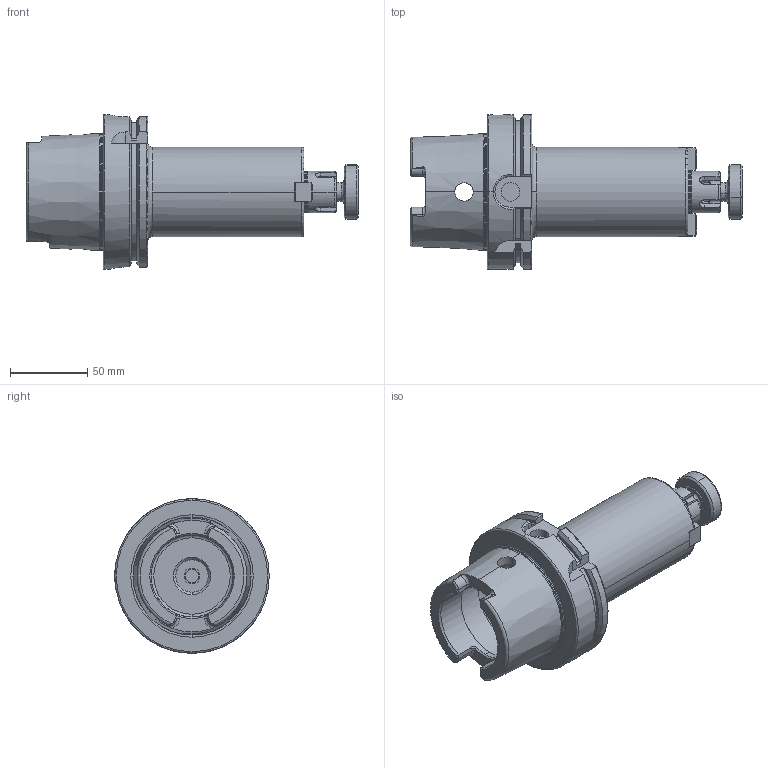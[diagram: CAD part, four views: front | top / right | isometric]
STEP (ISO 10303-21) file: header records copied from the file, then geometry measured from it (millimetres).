
FILE_DESCRIPTION (( 'STEP AP203' ), '1' );
FILE_NAME ('91100A-AS527130.STEP', '2017-09-01T09:07:29', ( '' ), ( '' ), 'SwSTEP 2.0', 'SolidWorks 2009', '' );
FILE_SCHEMA (( 'CONFIG_CONTROL_DESIGN' ));
Length unit declared in the file: millimetre
Products named in the file (7): CCS-M12-27-1; CCS-M12-27-2; 91100A-AS527130; HSKA100SMS27130TCWW; CCS-M12-27; KEY 12x14.5x12 - 27; AS-M5X16_AS-M5X12
Assembly tree (8 placements, depth 3):
  91100A-AS527130
    KEY 12x14.5x12 - 27  x2
    HSKA100SMS27130TCWW
    CCS-M12-27
      CCS-M12-27-1
      CCS-M12-27-2
    AS-M5X16_AS-M5X12  x2
Bounding box: 215 x 100 x 100 mm (x, y, z)
Volume: 533438.4 mm3; surface area: 83095.7 mm2
Topology: 7 solids, 7 shells, 387 faces, 946 edges, 573 vertices
Faces by surface type: plane 149, cylinder 104, cone 68, torus 48, bspline 10, sphere 8
Entity records: 12791 total; most frequent: CARTESIAN_POINT 4055, ORIENTED_EDGE 1676, DIRECTION 1665, EDGE_CURVE 838, AXIS2_PLACEMENT_3D 661, VERTEX_POINT 516, EDGE_LOOP 368, LINE 343
